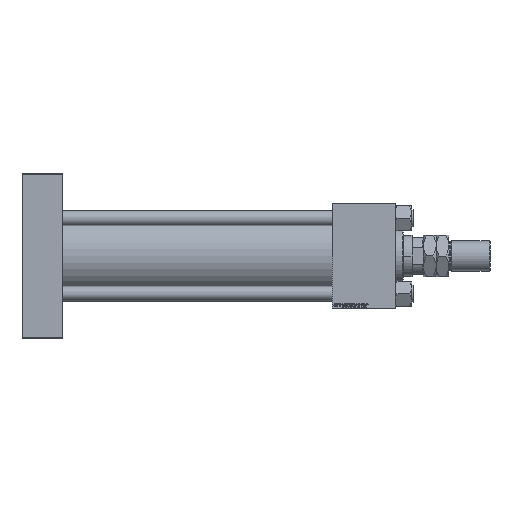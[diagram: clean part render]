
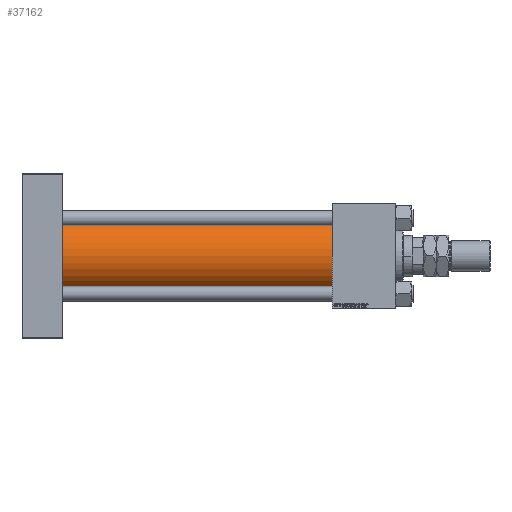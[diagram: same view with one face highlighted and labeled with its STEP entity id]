
A CAD part, front view. The second image highlights one B-rep face of the part: STEP entity #37162.
In plain terms, the highlighted cylindrical face has radius 43 mm (diameter 86 mm), a partial arc.
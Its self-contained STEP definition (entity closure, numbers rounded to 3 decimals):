
#2181 = VERTEX_POINT ( 'NONE', #52504 ) ;
#2537 = VERTEX_POINT ( 'NONE', #26654 ) ;
#4804 = DIRECTION ( 'NONE',  ( 0., 0., 1. ) ) ;
#5396 = ORIENTED_EDGE ( 'NONE', *, *, #48401, .F. ) ;
#5456 = CARTESIAN_POINT ( 'NONE',  ( 340., 0., 43. ) ) ;
#5608 = LINE ( 'NONE', #30382, #51778 ) ;
#7067 = VERTEX_POINT ( 'NONE', #32326 ) ;
#8049 = DIRECTION ( 'NONE',  ( 0., 0., -1. ) ) ;
#8120 = FACE_OUTER_BOUND ( 'NONE', #49120, .T. ) ;
#8633 = CIRCLE ( 'NONE', #32353, 43. ) ;
#8867 = AXIS2_PLACEMENT_3D ( 'NONE', #50357, #41326, #8049 ) ;
#9724 = CIRCLE ( 'NONE', #8867, 43. ) ;
#12513 = CARTESIAN_POINT ( 'NONE',  ( 340., 0., 0. ) ) ;
#13047 = CYLINDRICAL_SURFACE ( 'NONE', #47917, 43. ) ;
#15144 = EDGE_CURVE ( 'NONE', #2537, #2181, #38190, .T. ) ;
#17470 = DIRECTION ( 'NONE',  ( 1., 0., 0. ) ) ;
#17981 = EDGE_CURVE ( 'NONE', #2181, #25810, #8633, .T. ) ;
#20789 = DIRECTION ( 'NONE',  ( 0., 0., 1. ) ) ;
#22585 = VECTOR ( 'NONE', #34626, 1000. ) ;
#25810 = VERTEX_POINT ( 'NONE', #31101 ) ;
#25995 = CARTESIAN_POINT ( 'NONE',  ( 44., 0., 0. ) ) ;
#26654 = CARTESIAN_POINT ( 'NONE',  ( 340., 0., 43. ) ) ;
#27356 = EDGE_CURVE ( 'NONE', #2537, #7067, #9724, .T. ) ;
#30382 = CARTESIAN_POINT ( 'NONE',  ( 340., 0., -43. ) ) ;
#31101 = CARTESIAN_POINT ( 'NONE',  ( 44., 0., -43. ) ) ;
#32022 = ORIENTED_EDGE ( 'NONE', *, *, #15144, .T. ) ;
#32326 = CARTESIAN_POINT ( 'NONE',  ( 340., 0., -43. ) ) ;
#32353 = AXIS2_PLACEMENT_3D ( 'NONE', #25995, #17470, #20789 ) ;
#33693 = DIRECTION ( 'NONE',  ( -1., 0., 0. ) ) ;
#34626 = DIRECTION ( 'NONE',  ( -1., 0., 0. ) ) ;
#37162 = ADVANCED_FACE ( 'NONE', ( #8120 ), #13047, .T. ) ;
#38190 = LINE ( 'NONE', #5456, #22585 ) ;
#41326 = DIRECTION ( 'NONE',  ( 1., 0., 0. ) ) ;
#45818 = ORIENTED_EDGE ( 'NONE', *, *, #27356, .F. ) ;
#46849 = DIRECTION ( 'NONE',  ( -1., 0., 0. ) ) ;
#47071 = ORIENTED_EDGE ( 'NONE', *, *, #17981, .T. ) ;
#47917 = AXIS2_PLACEMENT_3D ( 'NONE', #12513, #33693, #4804 ) ;
#48401 = EDGE_CURVE ( 'NONE', #7067, #25810, #5608, .T. ) ;
#49120 = EDGE_LOOP ( 'NONE', ( #5396, #45818, #32022, #47071 ) ) ;
#50357 = CARTESIAN_POINT ( 'NONE',  ( 340., 0., 0. ) ) ;
#51778 = VECTOR ( 'NONE', #46849, 1000. ) ;
#52504 = CARTESIAN_POINT ( 'NONE',  ( 44., 0., 43. ) ) ;
